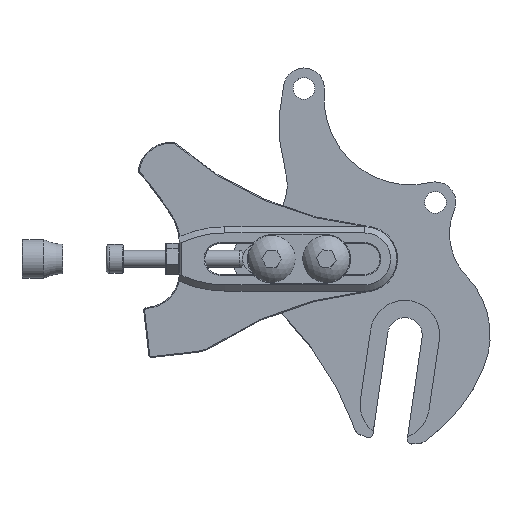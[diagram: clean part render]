
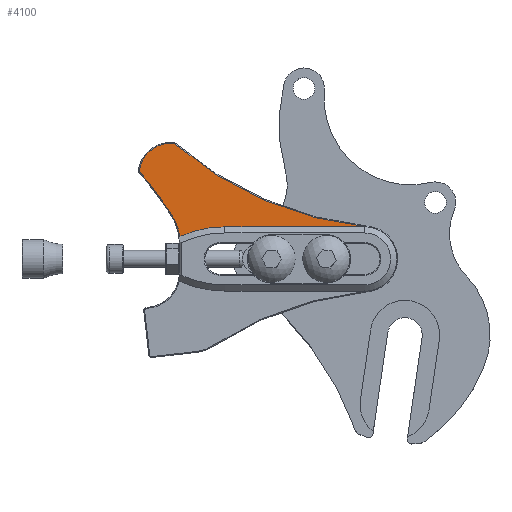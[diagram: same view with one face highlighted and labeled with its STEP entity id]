
A CAD part, top view. The second image highlights one B-rep face of the part: STEP entity #4100.
In plain terms, the highlighted planar face has unit normal (0, 0, 1).
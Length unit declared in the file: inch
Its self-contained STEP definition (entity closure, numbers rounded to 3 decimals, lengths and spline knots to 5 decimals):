
#675 = PLANE ( 'NONE',  #2834 ) ;
#677 = CARTESIAN_POINT ( 'NONE',  ( 0., 0., 0.09843 ) ) ;
#681 = DIRECTION ( 'NONE',  ( 0., 0., 1. ) ) ;
#682 = DIRECTION ( 'NONE',  ( 1., 0., 0. ) ) ;
#948 = FACE_OUTER_BOUND ( 'NONE', #1648, .T. ) ;
#1190 = VERTEX_POINT ( 'NONE', #3070 ) ;
#1207 = VERTEX_POINT ( 'NONE', #3084 ) ;
#1214 = VERTEX_POINT ( 'NONE', #3091 ) ;
#1215 = VERTEX_POINT ( 'NONE', #3092 ) ;
#1216 = VERTEX_POINT ( 'NONE', #3093 ) ;
#1291 = VERTEX_POINT ( 'NONE', #3168 ) ;
#1293 = VERTEX_POINT ( 'NONE', #3170 ) ;
#1294 = VERTEX_POINT ( 'NONE', #3171 ) ;
#1295 = VERTEX_POINT ( 'NONE', #3172 ) ;
#1648 = EDGE_LOOP ( 'NONE', ( #2048, #2049, #2050, #2070, #2046, #2073, #2072, #2074, #2075 ) ) ;
#2046 = ORIENTED_EDGE ( 'NONE', *, *, #3714, .F. ) ;
#2048 = ORIENTED_EDGE ( 'NONE', *, *, #3711, .T. ) ;
#2049 = ORIENTED_EDGE ( 'NONE', *, *, #3710, .T. ) ;
#2050 = ORIENTED_EDGE ( 'NONE', *, *, #3712, .F. ) ;
#2070 = ORIENTED_EDGE ( 'NONE', *, *, #3713, .F. ) ;
#2072 = ORIENTED_EDGE ( 'NONE', *, *, #3716, .T. ) ;
#2073 = ORIENTED_EDGE ( 'NONE', *, *, #3715, .T. ) ;
#2074 = ORIENTED_EDGE ( 'NONE', *, *, #3717, .T. ) ;
#2075 = ORIENTED_EDGE ( 'NONE', *, *, #3718, .T. ) ;
#2321 = CARTESIAN_POINT ( 'NONE',  ( -2.52255, 1.08199, 0.09843 ) ) ;
#2322 = DIRECTION ( 'NONE',  ( 0., 0., -1. ) ) ;
#2323 = DIRECTION ( 'NONE',  ( 1., 0., 0. ) ) ;
#2324 = DIRECTION ( 'NONE',  ( -0.943, 0.334, 0. ) ) ;
#2325 = CARTESIAN_POINT ( 'NONE',  ( -6.79974, 0.04969, 0.09843 ) ) ;
#2326 = DIRECTION ( 'NONE',  ( 0., 0., -1. ) ) ;
#2327 = DIRECTION ( 'NONE',  ( 1., 0., 0. ) ) ;
#2328 = CARTESIAN_POINT ( 'NONE',  ( 0.12344, 0.3488, 0.09843 ) ) ;
#2329 = CARTESIAN_POINT ( 'NONE',  ( -1.82061, -0.31041, 0.09843 ) ) ;
#2330 = DIRECTION ( 'NONE',  ( 0., 0., 1. ) ) ;
#2331 = DIRECTION ( 'NONE',  ( 1., 0., 0. ) ) ;
#2332 = CARTESIAN_POINT ( 'NONE',  ( 0., 0., 0.09843 ) ) ;
#2333 = DIRECTION ( 'NONE',  ( 0., 0., 1. ) ) ;
#2334 = DIRECTION ( 'NONE',  ( 1., 0., 0. ) ) ;
#2335 = CARTESIAN_POINT ( 'NONE',  ( 1.86338, 3.96386, 0.09843 ) ) ;
#2336 = DIRECTION ( 'NONE',  ( 0., 0., -1. ) ) ;
#2337 = DIRECTION ( 'NONE',  ( 1., 0., 0. ) ) ;
#2338 = CARTESIAN_POINT ( 'NONE',  ( -1.64116, 1.97412, 0.09843 ) ) ;
#2339 = DIRECTION ( 'NONE',  ( 0., 0., 1. ) ) ;
#2340 = DIRECTION ( 'NONE',  ( 1., 0., 0. ) ) ;
#2343 = CARTESIAN_POINT ( 'NONE',  ( -1.78803, 1.66194, 0.09843 ) ) ;
#2344 = DIRECTION ( 'NONE',  ( 0., 0., 1. ) ) ;
#2345 = DIRECTION ( 'NONE',  ( 1., 0., 0. ) ) ;
#2348 = CARTESIAN_POINT ( 'NONE',  ( -2.09288, 1.82348, 0.09843 ) ) ;
#2349 = DIRECTION ( 'NONE',  ( 0., 0., 1. ) ) ;
#2350 = DIRECTION ( 'NONE',  ( 1., 0., 0. ) ) ;
#2713 = AXIS2_PLACEMENT_3D ( 'NONE', #2321, #2322, #2323 ) ;
#2714 = AXIS2_PLACEMENT_3D ( 'NONE', #2325, #2326, #2327 ) ;
#2715 = AXIS2_PLACEMENT_3D ( 'NONE', #2329, #2330, #2331 ) ;
#2716 = AXIS2_PLACEMENT_3D ( 'NONE', #2332, #2333, #2334 ) ;
#2717 = AXIS2_PLACEMENT_3D ( 'NONE', #2335, #2336, #2337 ) ;
#2718 = AXIS2_PLACEMENT_3D ( 'NONE', #2338, #2339, #2340 ) ;
#2719 = AXIS2_PLACEMENT_3D ( 'NONE', #2343, #2344, #2345 ) ;
#2720 = AXIS2_PLACEMENT_3D ( 'NONE', #2348, #2349, #2350 ) ;
#2834 = AXIS2_PLACEMENT_3D ( 'NONE', #677, #681, #682 ) ;
#3070 = CARTESIAN_POINT ( 'NONE',  ( -2.11055, 1.83284, 0.09843 ) ) ;
#3084 = CARTESIAN_POINT ( 'NONE',  ( -1.92587, 0.95522, 0.09843 ) ) ;
#3091 = CARTESIAN_POINT ( 'NONE',  ( 0.12344, 0.3488, 0.09843 ) ) ;
#3092 = CARTESIAN_POINT ( 'NONE',  ( -1.62377, 1.98399, 0.09843 ) ) ;
#3093 = CARTESIAN_POINT ( 'NONE',  ( -1.63265, 1.99222, 0.09843 ) ) ;
#3168 = CARTESIAN_POINT ( 'NONE',  ( -1.39692, 0.88683, 0.09843 ) ) ;
#3170 = CARTESIAN_POINT ( 'NONE',  ( -1.92958, 1.2251, 0.09843 ) ) ;
#3171 = CARTESIAN_POINT ( 'NONE',  ( -2.11159, 1.81642, 0.09843 ) ) ;
#3172 = CARTESIAN_POINT ( 'NONE',  ( 0.15741, 0.33485, 0.09843 ) ) ;
#3710 = EDGE_CURVE ( 'NONE', #1293, #1207, #5115, .T. ) ;
#3711 = EDGE_CURVE ( 'NONE', #1294, #1293, #5104, .T. ) ;
#3712 = EDGE_CURVE ( 'NONE', #1291, #1207, #5106, .T. ) ;
#3713 = EDGE_CURVE ( 'NONE', #1214, #1291, #5105, .T. ) ;
#3714 = EDGE_CURVE ( 'NONE', #1295, #1214, #5116, .T. ) ;
#3715 = EDGE_CURVE ( 'NONE', #1295, #1215, #5117, .T. ) ;
#3716 = EDGE_CURVE ( 'NONE', #1215, #1216, #5120, .T. ) ;
#3717 = EDGE_CURVE ( 'NONE', #1216, #1190, #5121, .T. ) ;
#3718 = EDGE_CURVE ( 'NONE', #1190, #1294, #5122, .T. ) ;
#4100 = ADVANCED_FACE ( 'NONE', ( #948 ), #675, .T. ) ;
#5104 = CIRCLE ( 'NONE', #2714, 5.01 ) ;
#5105 = LINE ( 'NONE', #2328, #5118 ) ;
#5106 = CIRCLE ( 'NONE', #2715, 1.27 ) ;
#5115 = CIRCLE ( 'NONE', #2713, 0.61 ) ;
#5116 = CIRCLE ( 'NONE', #2716, 0.37 ) ;
#5117 = CIRCLE ( 'NONE', #2717, 4.01 ) ;
#5118 = VECTOR ( 'NONE', #2324, 39.37008 ) ;
#5120 = CIRCLE ( 'NONE', #2718, 0.02 ) ;
#5121 = CIRCLE ( 'NONE', #2719, 0.365 ) ;
#5122 = CIRCLE ( 'NONE', #2720, 0.02 ) ;
